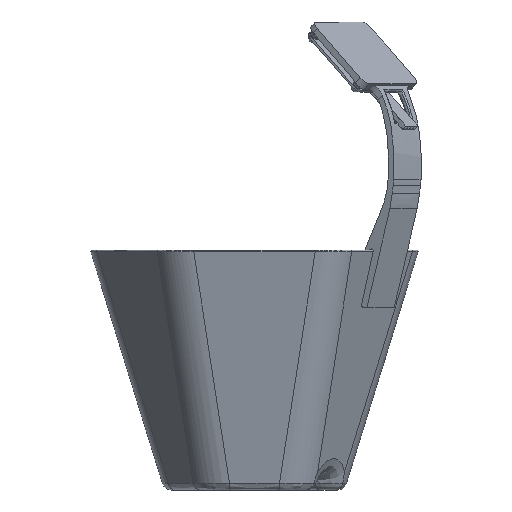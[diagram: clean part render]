
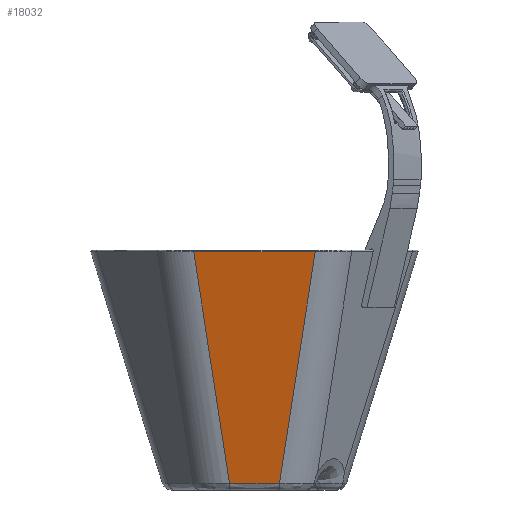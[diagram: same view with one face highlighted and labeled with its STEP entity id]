
A CAD part, front view. The second image highlights one B-rep face of the part: STEP entity #18032.
In plain terms, the highlighted planar face has unit normal (0, -0.966, -0.259).
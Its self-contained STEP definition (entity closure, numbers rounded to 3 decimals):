
#437=B_SPLINE_CURVE_WITH_KNOTS('',3,(#31714,#31715,#31716,#31717),
 .UNSPECIFIED.,.F.,.F.,(4,4),(-19.303,-17.014),
 .UNSPECIFIED.);
#438=B_SPLINE_CURVE_WITH_KNOTS('',3,(#31720,#31721,#31722,#31723),
 .UNSPECIFIED.,.F.,.F.,(4,4),(-35.719,-30.146),
 .UNSPECIFIED.);
#2192=FACE_OUTER_BOUND('',#3323,.T.);
#3323=EDGE_LOOP('',(#15240,#15241,#15242,#15243));
#5109=LINE('',#31705,#6858);
#5110=LINE('',#31719,#6859);
#6858=VECTOR('',#23343,10.);
#6859=VECTOR('',#23346,10.);
#8342=VERTEX_POINT('',#31697);
#8343=VERTEX_POINT('',#31704);
#8344=VERTEX_POINT('',#31713);
#8345=VERTEX_POINT('',#31718);
#10722=EDGE_CURVE('',#8342,#8343,#5109,.T.);
#10724=EDGE_CURVE('',#8344,#8342,#437,.T.);
#10725=EDGE_CURVE('',#8345,#8344,#5110,.T.);
#10726=EDGE_CURVE('',#8343,#8345,#438,.T.);
#15240=ORIENTED_EDGE('',*,*,#10724,.F.);
#15241=ORIENTED_EDGE('',*,*,#10725,.F.);
#15242=ORIENTED_EDGE('',*,*,#10726,.F.);
#15243=ORIENTED_EDGE('',*,*,#10722,.F.);
#17151=PLANE('',#19398);
#18032=ADVANCED_FACE('',(#2192),#17151,.T.);
#19398=AXIS2_PLACEMENT_3D('',#31712,#23344,#23345);
#23343=DIRECTION('',(-0.148,-0.256,0.955));
#23344=DIRECTION('center_axis',(0.,-0.966,
-0.259));
#23345=DIRECTION('ref_axis',(1.,0.,0.));
#23346=DIRECTION('',(-0.148,0.256,-0.955));
#31697=CARTESIAN_POINT('',(-11.442,-39.136,3.044));
#31704=CARTESIAN_POINT('',(-27.865,-67.582,109.207));
#31705=CARTESIAN_POINT('',(-12.244,-40.526,8.233));
#31712=CARTESIAN_POINT('Origin',(23.671,-41.,10.));
#31713=CARTESIAN_POINT('',(11.442,-39.136,3.044));
#31714=CARTESIAN_POINT('Ctrl Pts',(11.442,-39.136,3.044));
#31715=CARTESIAN_POINT('Ctrl Pts',(3.808,-39.136,3.044));
#31716=CARTESIAN_POINT('Ctrl Pts',(-3.807,-39.136,
3.044));
#31717=CARTESIAN_POINT('Ctrl Pts',(-11.442,-39.136,
3.044));
#31718=CARTESIAN_POINT('',(27.865,-67.582,109.207));
#31719=CARTESIAN_POINT('',(12.244,-40.526,8.233));
#31720=CARTESIAN_POINT('Ctrl Pts',(-27.865,-67.582,
109.207));
#31721=CARTESIAN_POINT('Ctrl Pts',(-9.274,-67.582,
109.207));
#31722=CARTESIAN_POINT('Ctrl Pts',(9.274,-67.582,109.207));
#31723=CARTESIAN_POINT('Ctrl Pts',(27.865,-67.582,109.207));
